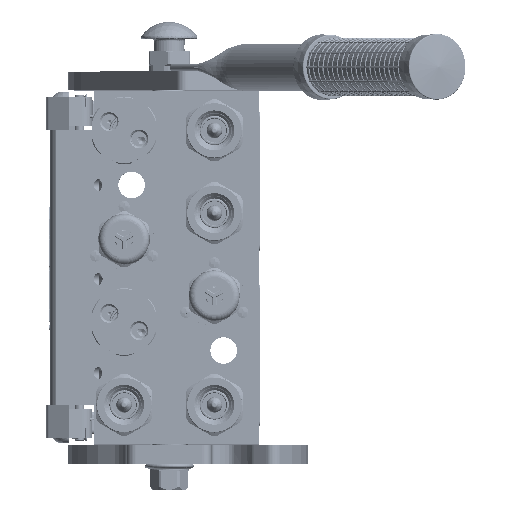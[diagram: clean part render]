
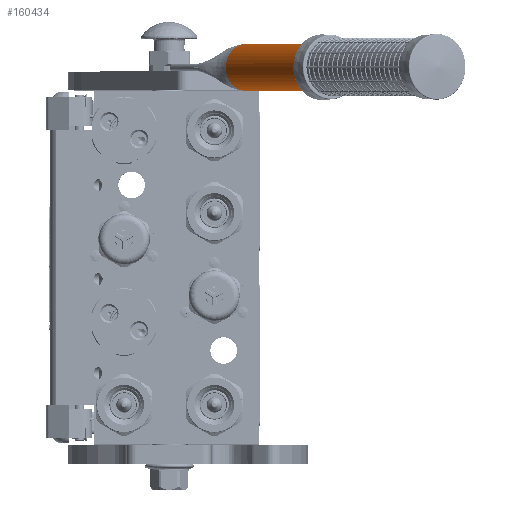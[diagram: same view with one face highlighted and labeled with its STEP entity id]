
A CAD part, top view. The second image highlights one B-rep face of the part: STEP entity #160434.
In plain terms, the highlighted cylindrical face has radius 12.5 mm (diameter 25 mm), a partial arc.
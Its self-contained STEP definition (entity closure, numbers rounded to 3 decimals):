
#188 = CARTESIAN_POINT ( 'NONE',  ( -12.5, 0.24, 0. ) ) ;
#4574 = ORIENTED_EDGE ( 'NONE', *, *, #134719, .F. ) ;
#13748 = ORIENTED_EDGE ( 'NONE', *, *, #100784, .T. ) ;
#13818 = VECTOR ( 'NONE', #130426, 1000. ) ;
#17636 = DIRECTION ( 'NONE',  ( 0., 1., 0. ) ) ;
#18966 = VERTEX_POINT ( 'NONE', #206650 ) ;
#22924 = EDGE_CURVE ( 'NONE', #18966, #278654, #35071, .T. ) ;
#23123 = CARTESIAN_POINT ( 'NONE',  ( 12.471, 0.146, -0.847 ) ) ;
#24078 = CARTESIAN_POINT ( 'NONE',  ( 12.441, 0.049, -1.219 ) ) ;
#24543 = VERTEX_POINT ( 'NONE', #230775 ) ;
#24727 = AXIS2_PLACEMENT_3D ( 'NONE', #33146, #74762, #117169 ) ;
#30861 = DIRECTION ( 'NONE',  ( 0., 1., 0. ) ) ;
#33146 = CARTESIAN_POINT ( 'NONE',  ( 0., 198., 0. ) ) ;
#35071 = CIRCLE ( 'NONE', #102689, 12.5 ) ;
#38697 = CARTESIAN_POINT ( 'NONE',  ( -12.482, 0.182, -0.665 ) ) ;
#39665 = CARTESIAN_POINT ( 'NONE',  ( -12.494, 0.22, -0.394 ) ) ;
#40634 = CARTESIAN_POINT ( 'NONE',  ( -12.472, 0.146, -0.859 ) ) ;
#41603 = CARTESIAN_POINT ( 'NONE',  ( -12.481, 0.178, -0.683 ) ) ;
#45370 = CARTESIAN_POINT ( 'NONE',  ( 12.478, 0.167, -0.748 ) ) ;
#46739 = VERTEX_POINT ( 'NONE', #162658 ) ;
#48249 = CARTESIAN_POINT ( 'NONE',  ( 0., 0., -12.5 ) ) ;
#53048 = DIRECTION ( 'NONE',  ( 1., 0., 0. ) ) ;
#58808 = EDGE_CURVE ( 'NONE', #18966, #24543, #224743, .T. ) ;
#61039 = CARTESIAN_POINT ( 'NONE',  ( -12.484, 0.186, -0.638 ) ) ;
#64144 = VERTEX_POINT ( 'NONE', #228542 ) ;
#66688 = CARTESIAN_POINT ( 'NONE',  ( 12.467, 0.131, -0.91 ) ) ;
#74762 = DIRECTION ( 'NONE',  ( 0., 1., 0. ) ) ;
#83125 = CARTESIAN_POINT ( 'NONE',  ( -12.426, 0., -1.36 ) ) ;
#85957 = CARTESIAN_POINT ( 'NONE',  ( -12.488, 0.202, -0.541 ) ) ;
#86914 = CARTESIAN_POINT ( 'NONE',  ( -12.492, 0.214, -0.452 ) ) ;
#89717 = CARTESIAN_POINT ( 'NONE',  ( 12.464, 0.121, -0.953 ) ) ;
#97492 = B_SPLINE_CURVE_WITH_KNOTS ( 'NONE', 3,
 ( #174557, #260237, #284363, #39665, #86914, #85957, #105248, #61039, #38697, #240931, #41603, #109066, #40634, #237101, #83125 ),
 .UNSPECIFIED., .F., .F.,
 ( 4, 2, 2, 1, 1, 1, 2, 2, 4 ),
 ( 0., 0.25, 0.375, 0.438, 0.469, 0.484, 0.492, 0.5, 1. ),
 .UNSPECIFIED. ) ;
#100681 = EDGE_CURVE ( 'NONE', #24543, #167777, #158553, .T. ) ;
#100784 = EDGE_CURVE ( 'NONE', #229660, #64144, #275646, .T. ) ;
#102689 = AXIS2_PLACEMENT_3D ( 'NONE', #166512, #120320, #189540 ) ;
#105248 = CARTESIAN_POINT ( 'NONE',  ( -12.486, 0.195, -0.586 ) ) ;
#108076 = CARTESIAN_POINT ( 'NONE',  ( 12.466, 0.127, -0.927 ) ) ;
#109066 = CARTESIAN_POINT ( 'NONE',  ( -12.481, 0.178, -0.688 ) ) ;
#117169 = DIRECTION ( 'NONE',  ( 1., 0., 0. ) ) ;
#119652 = DIRECTION ( 'NONE',  ( 0.994, 0., -0.109 ) ) ;
#120320 = DIRECTION ( 'NONE',  ( 0., 1., 0. ) ) ;
#127034 = CIRCLE ( 'NONE', #198303, 12.5 ) ;
#127545 = VECTOR ( 'NONE', #17636, 1000. ) ;
#130426 = DIRECTION ( 'NONE',  ( 0., 1., 0. ) ) ;
#133135 = CARTESIAN_POINT ( 'NONE',  ( 12.426, 0., -1.36 ) ) ;
#134719 = EDGE_CURVE ( 'NONE', #167777, #64144, #222682, .T. ) ;
#140945 = CARTESIAN_POINT ( 'NONE',  ( 0., 0., 0. ) ) ;
#142241 = CARTESIAN_POINT ( 'NONE',  ( 12.5, 0.24, 0. ) ) ;
#149910 = EDGE_CURVE ( 'NONE', #229660, #46739, #97492, .T. ) ;
#158553 = LINE ( 'NONE', #142241, #127545 ) ;
#160434 = ADVANCED_FACE ( 'NONE', ( #196058 ), #261546, .T. ) ;
#162658 = CARTESIAN_POINT ( 'NONE',  ( -12.426, 0., -1.36 ) ) ;
#166512 = CARTESIAN_POINT ( 'NONE',  ( 0., 0., 0. ) ) ;
#167720 = EDGE_CURVE ( 'NONE', #278654, #46739, #127034, .T. ) ;
#167777 = VERTEX_POINT ( 'NONE', #213809 ) ;
#174557 = CARTESIAN_POINT ( 'NONE',  ( -12.5, 0.24, 0. ) ) ;
#176384 = CARTESIAN_POINT ( 'NONE',  ( 12.452, 0.083, -1.1 ) ) ;
#177342 = CARTESIAN_POINT ( 'NONE',  ( 12.474, 0.155, -0.804 ) ) ;
#185876 = CARTESIAN_POINT ( 'NONE',  ( 0., 0., 0. ) ) ;
#189540 = DIRECTION ( 'NONE',  ( 0.994, 0., -0.109 ) ) ;
#196058 = FACE_OUTER_BOUND ( 'NONE', #210859, .T. ) ;
#198303 = AXIS2_PLACEMENT_3D ( 'NONE', #140945, #30861, #119652 ) ;
#198515 = CARTESIAN_POINT ( 'NONE',  ( 12.466, 0.13, -0.917 ) ) ;
#199460 = CARTESIAN_POINT ( 'NONE',  ( 12.5, 0.24, 0. ) ) ;
#206650 = CARTESIAN_POINT ( 'NONE',  ( 12.426, 0., -1.36 ) ) ;
#209574 = CARTESIAN_POINT ( 'NONE',  ( -12.5, 0.24, 0. ) ) ;
#209680 = AXIS2_PLACEMENT_3D ( 'NONE', #185876, #250385, #53048 ) ;
#210859 = EDGE_LOOP ( 'NONE', ( #262709, #230623, #278386, #13748, #4574, #227103, #231023 ) ) ;
#213809 = CARTESIAN_POINT ( 'NONE',  ( 12.5, 198., 0. ) ) ;
#220631 = CARTESIAN_POINT ( 'NONE',  ( 12.468, 0.136, -0.889 ) ) ;
#222682 = CIRCLE ( 'NONE', #24727, 12.5 ) ;
#224743 = B_SPLINE_CURVE_WITH_KNOTS ( 'NONE', 3,
 ( #133135, #24078, #176384, #262140, #89717, #108076, #198515, #66688, #220631, #23123, #177342, #45370, #263083, #284343, #285274, #199460 ),
 .UNSPECIFIED., .F., .F.,
 ( 4, 2, 1, 2, 2, 1, 2, 2, 4 ),
 ( 0., 0.25, 0.313, 0.328, 0.344, 0.375, 0.438, 0.5, 1. ),
 .UNSPECIFIED. ) ;
#227103 = ORIENTED_EDGE ( 'NONE', *, *, #100681, .F. ) ;
#228542 = CARTESIAN_POINT ( 'NONE',  ( -12.5, 198., 0. ) ) ;
#229660 = VERTEX_POINT ( 'NONE', #209574 ) ;
#230623 = ORIENTED_EDGE ( 'NONE', *, *, #167720, .T. ) ;
#230775 = CARTESIAN_POINT ( 'NONE',  ( 12.5, 0.24, 0. ) ) ;
#231023 = ORIENTED_EDGE ( 'NONE', *, *, #58808, .F. ) ;
#237101 = CARTESIAN_POINT ( 'NONE',  ( -12.456, 0.096, -1.087 ) ) ;
#240931 = CARTESIAN_POINT ( 'NONE',  ( -12.482, 0.18, -0.676 ) ) ;
#250385 = DIRECTION ( 'NONE',  ( 0., -1., 0. ) ) ;
#260237 = CARTESIAN_POINT ( 'NONE',  ( -12.5, 0.24, -0.108 ) ) ;
#261546 = CYLINDRICAL_SURFACE ( 'NONE', #209680, 12.5 ) ;
#262140 = CARTESIAN_POINT ( 'NONE',  ( 12.461, 0.114, -0.981 ) ) ;
#262709 = ORIENTED_EDGE ( 'NONE', *, *, #22924, .T. ) ;
#263083 = CARTESIAN_POINT ( 'NONE',  ( 12.479, 0.172, -0.721 ) ) ;
#275646 = LINE ( 'NONE', #188, #13818 ) ;
#278386 = ORIENTED_EDGE ( 'NONE', *, *, #149910, .F. ) ;
#278654 = VERTEX_POINT ( 'NONE', #48249 ) ;
#284343 = CARTESIAN_POINT ( 'NONE',  ( 12.494, 0.221, -0.449 ) ) ;
#284363 = CARTESIAN_POINT ( 'NONE',  ( -12.499, 0.235, -0.221 ) ) ;
#285274 = CARTESIAN_POINT ( 'NONE',  ( 12.5, 0.24, -0.216 ) ) ;
